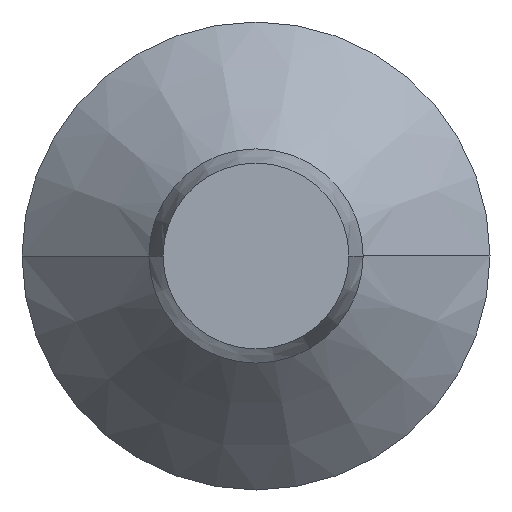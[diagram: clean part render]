
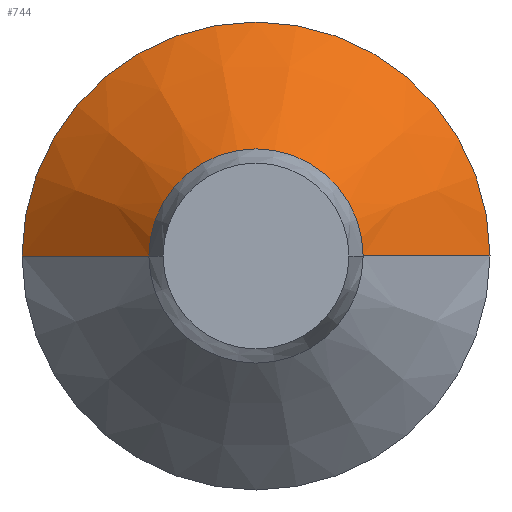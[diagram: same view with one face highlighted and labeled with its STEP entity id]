
A CAD part, front view. The second image highlights one B-rep face of the part: STEP entity #744.
In plain terms, the highlighted conical face has half-angle 45 degrees and reference radius 0.87 mm.
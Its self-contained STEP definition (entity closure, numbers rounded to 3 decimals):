
#13 = AXIS2_PLACEMENT_3D ( 'NONE', #771, #506, #372 ) ;
#27 = LINE ( 'NONE', #589, #864 ) ;
#78 = ORIENTED_EDGE ( 'NONE', *, *, #484, .F. ) ;
#89 = CARTESIAN_POINT ( 'NONE',  ( -0.87, -1.2, 0. ) ) ;
#142 = FACE_OUTER_BOUND ( 'NONE', #797, .T. ) ;
#160 = ORIENTED_EDGE ( 'NONE', *, *, #803, .F. ) ;
#175 = VERTEX_POINT ( 'NONE', #399 ) ;
#269 = DIRECTION ( 'NONE',  ( 0., 1., 0. ) ) ;
#284 = VERTEX_POINT ( 'NONE', #761 ) ;
#298 = AXIS2_PLACEMENT_3D ( 'NONE', #756, #349, #564 ) ;
#330 = CARTESIAN_POINT ( 'NONE',  ( 0., -1.2, 0. ) ) ;
#349 = DIRECTION ( 'NONE',  ( 0., 1., 0. ) ) ;
#372 = DIRECTION ( 'NONE',  ( -1., 0., 0. ) ) ;
#373 = CIRCLE ( 'NONE', #13, 1.9 ) ;
#399 = CARTESIAN_POINT ( 'NONE',  ( 0.87, -1.2, 0. ) ) ;
#409 = DIRECTION ( 'NONE',  ( -1., 0., 0. ) ) ;
#438 = CARTESIAN_POINT ( 'NONE',  ( 1.9, -0.17, 0. ) ) ;
#461 = ORIENTED_EDGE ( 'NONE', *, *, #849, .T. ) ;
#465 = CIRCLE ( 'NONE', #609, 0.87 ) ;
#474 = ORIENTED_EDGE ( 'NONE', *, *, #579, .T. ) ;
#484 = EDGE_CURVE ( 'NONE', #826, #865, #373, .T. ) ;
#506 = DIRECTION ( 'NONE',  ( 0., 1., 0. ) ) ;
#555 = VECTOR ( 'NONE', #614, 1000. ) ;
#564 = DIRECTION ( 'NONE',  ( -1., 0., 0. ) ) ;
#568 = LINE ( 'NONE', #89, #555 ) ;
#577 = DIRECTION ( 'NONE',  ( 0.707, 0.707, 0. ) ) ;
#579 = EDGE_CURVE ( 'NONE', #284, #175, #465, .T. ) ;
#589 = CARTESIAN_POINT ( 'NONE',  ( 0.87, -1.2, 0. ) ) ;
#609 = AXIS2_PLACEMENT_3D ( 'NONE', #330, #269, #409 ) ;
#614 = DIRECTION ( 'NONE',  ( -0.707, 0.707, 0. ) ) ;
#635 = CARTESIAN_POINT ( 'NONE',  ( -1.9, -0.17, 0. ) ) ;
#692 = CONICAL_SURFACE ( 'NONE', #298, 0.87, 0.785 ) ;
#744 = ADVANCED_FACE ( 'NONE', ( #142 ), #692, .T. ) ;
#756 = CARTESIAN_POINT ( 'NONE',  ( 0., -1.2, 0. ) ) ;
#761 = CARTESIAN_POINT ( 'NONE',  ( -0.87, -1.2, 0. ) ) ;
#771 = CARTESIAN_POINT ( 'NONE',  ( 0., -0.17, 0. ) ) ;
#797 = EDGE_LOOP ( 'NONE', ( #474, #461, #78, #160 ) ) ;
#803 = EDGE_CURVE ( 'NONE', #284, #826, #568, .T. ) ;
#826 = VERTEX_POINT ( 'NONE', #635 ) ;
#849 = EDGE_CURVE ( 'NONE', #175, #865, #27, .T. ) ;
#864 = VECTOR ( 'NONE', #577, 1000. ) ;
#865 = VERTEX_POINT ( 'NONE', #438 ) ;
